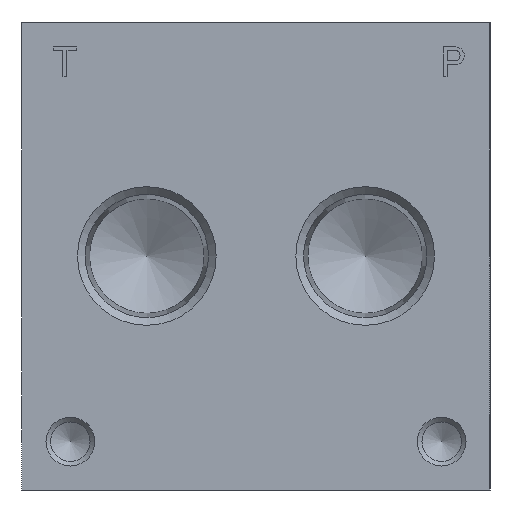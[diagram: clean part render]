
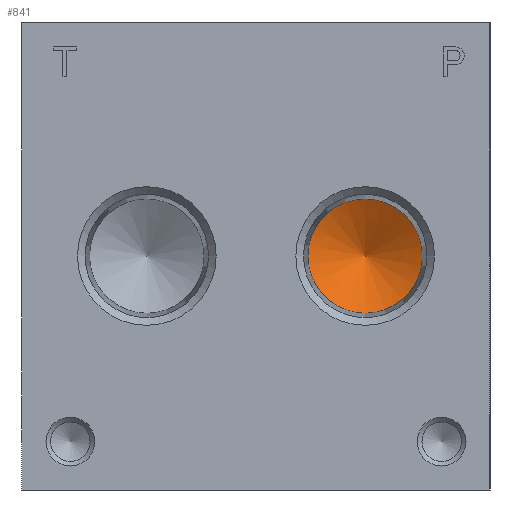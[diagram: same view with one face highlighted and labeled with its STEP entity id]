
A CAD part, left-side view. The second image highlights one B-rep face of the part: STEP entity #841.
In plain terms, the highlighted conical face has half-angle 61.526 degrees and reference radius 9.32 mm.
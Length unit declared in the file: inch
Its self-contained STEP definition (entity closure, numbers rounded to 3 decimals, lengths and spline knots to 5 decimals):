
#841 = ADVANCED_FACE( '', ( #2074, #2075 ), #2076, .F. );
#2074 = FACE_BOUND( '', #3671, .T. );
#2075 = FACE_OUTER_BOUND( '', #3672, .T. );
#2076 = CONICAL_SURFACE( '', #3673, 0.36691, 1.074 );
#3671 = VERTEX_LOOP( '', #6181 );
#3672 = EDGE_LOOP( '', ( #6182 ) );
#3673 = AXIS2_PLACEMENT_3D( '', #6183, #6184, #6185 );
#6181 = VERTEX_POINT( '', #9221 );
#6182 = ORIENTED_EDGE( '', *, *, #9222, .F. );
#6183 = CARTESIAN_POINT( '', ( 0.962, 0.8, 1.5 ) );
#6184 = DIRECTION( '', ( -1., 0., 0. ) );
#6185 = DIRECTION( '', ( 0., 0., 1. ) );
#9221 = CARTESIAN_POINT( '', ( 1.161, 0.8, 1.5 ) );
#9222 = EDGE_CURVE( '', #11196, #11196, #11197, .T. );
#11196 = VERTEX_POINT( '', #13742 );
#11197 = CIRCLE( '', #13743, 0.36691 );
#13742 = CARTESIAN_POINT( '', ( 0.962, 0.8, 1.13309 ) );
#13743 = AXIS2_PLACEMENT_3D( '', #15760, #15761, #15762 );
#15760 = CARTESIAN_POINT( '', ( 0.962, 0.8, 1.5 ) );
#15761 = DIRECTION( '', ( 1., 0., 0. ) );
#15762 = DIRECTION( '', ( 0., 0., -1. ) );
